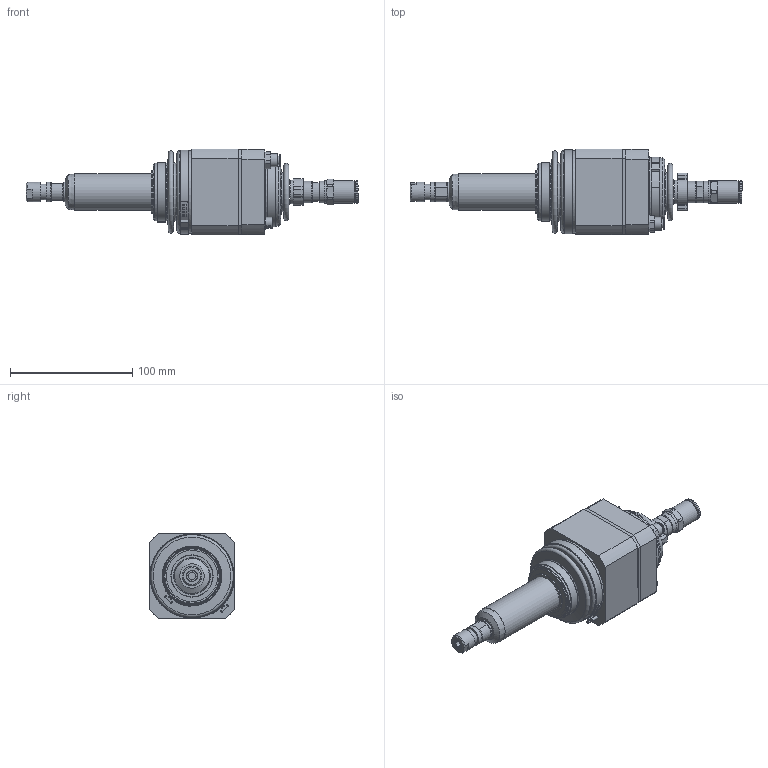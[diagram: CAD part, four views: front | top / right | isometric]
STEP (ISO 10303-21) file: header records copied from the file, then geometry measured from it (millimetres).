
FILE_DESCRIPTION(/* description */ (''),/* implementation_level */ '2;1');
FILE_NAME(/* name */ 'VSpin 350_60061875.stp',/* time_stamp */ '2020-06-04T09:39:04+02:00',/* author */ ('rmorof'),/* organization */ (''),/* preprocessor_version */ 'ST-DEVELOPER v18.1',/* originating_system */ 'Autodesk Inventor 2021',/* authorisation */ '');
FILE_SCHEMA (('AUTOMOTIVE_DESIGN { 1 0 10303 214 3 1 1 }'));
Length unit declared in the file: millimetre
Products named in the file (1): VSpin 350_60061875
Bounding box: 271.52 x 70 x 70 mm (x, y, z)
Volume: 481133.2 mm3; surface area: 60196.9 mm2
Topology: 2 solids, 8 shells, 662 faces, 1866 edges, 1239 vertices
Faces by surface type: plane 301, cylinder 219, cone 105, bspline 21, torus 16
Full cylindrical faces by diameter (mm): 0.8 x2, 1.5 x1, 2.54 x1, 2.642 x1, 4.134 x4, 4.2 x1, 4.99 x2, 5 x3, 5.5 x4, 5.6 x1, 5.7 x1, 6 x2, 6.5 x4, 7 x1, 7.2 x1, 8.85 x1, 9 x1, 9.188 x1, 9.2 x1, 9.9 x1, 10.6 x1, 11 x1, 12 x1, 12.19 x1, 13 x2, 13.2 x1, 16 x3, 17.5 x2, 18 x1, 18.5 x2
Entity records: 24892 total; most frequent: CARTESIAN_POINT 6845, ORIENTED_EDGE 3711, DIRECTION 3623, EDGE_CURVE 1858, AXIS2_PLACEMENT_3D 1430, VERTEX_POINT 1239, CIRCLE 788, LINE 763
